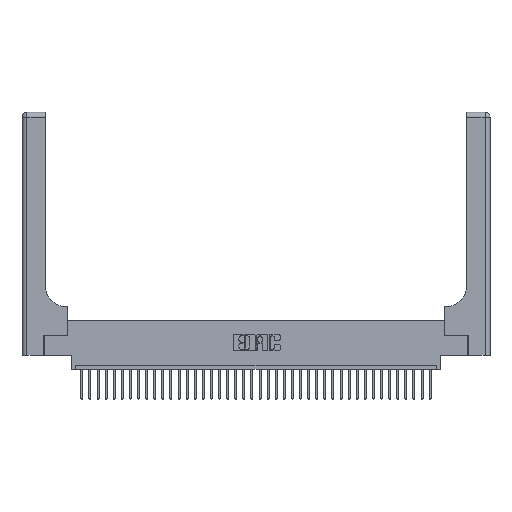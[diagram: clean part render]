
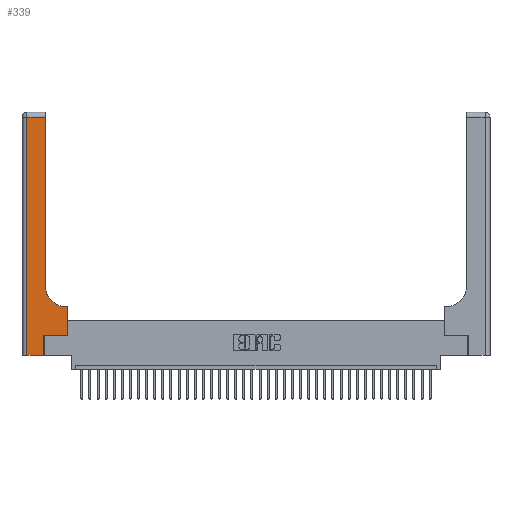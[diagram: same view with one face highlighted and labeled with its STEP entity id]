
A CAD part, top view. The second image highlights one B-rep face of the part: STEP entity #339.
In plain terms, the highlighted planar face has unit normal (0, 0, 1).
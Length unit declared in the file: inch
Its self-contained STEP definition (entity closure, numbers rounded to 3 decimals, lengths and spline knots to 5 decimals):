
#339 = ADVANCED_FACE ( 'NONE', ( #18870 ), #31255, .F. ) ;
#1020 = LINE ( 'NONE', #4161, #10336 ) ;
#1283 = CARTESIAN_POINT ( 'NONE',  ( 0.269, 0., 0.37 ) ) ;
#1386 = ORIENTED_EDGE ( 'NONE', *, *, #9578, .T. ) ;
#2672 = ORIENTED_EDGE ( 'NONE', *, *, #4453, .T. ) ;
#3018 = ORIENTED_EDGE ( 'NONE', *, *, #4781, .T. ) ;
#4161 = CARTESIAN_POINT ( 'NONE',  ( 0.269, 0., 0.37 ) ) ;
#4312 = VERTEX_POINT ( 'NONE', #35443 ) ;
#4453 = EDGE_CURVE ( 'NONE', #25661, #22863, #36755, .T. ) ;
#4458 = DIRECTION ( 'NONE',  ( -1., 0., 0. ) ) ;
#4477 = CARTESIAN_POINT ( 'NONE',  ( 0.5585, 0.25, 0.37 ) ) ;
#4781 = EDGE_CURVE ( 'NONE', #34170, #6854, #35351, .T. ) ;
#4854 = AXIS2_PLACEMENT_3D ( 'NONE', #15326, #6665, #11098 ) ;
#5907 = CARTESIAN_POINT ( 'NONE',  ( 0.5415, 0.6, 0.37 ) ) ;
#6665 = DIRECTION ( 'NONE',  ( 0., 0., -1. ) ) ;
#6765 = ORIENTED_EDGE ( 'NONE', *, *, #31011, .T. ) ;
#6854 = VERTEX_POINT ( 'NONE', #4477 ) ;
#8252 = VECTOR ( 'NONE', #22718, 39.37008 ) ;
#8827 = DIRECTION ( 'NONE',  ( 0., 1., 0. ) ) ;
#9578 = EDGE_CURVE ( 'NONE', #4312, #26605, #20351, .T. ) ;
#9725 = VERTEX_POINT ( 'NONE', #15403 ) ;
#10006 = LINE ( 'NONE', #25459, #12816 ) ;
#10317 = CARTESIAN_POINT ( 'NONE',  ( 0.2915, 0.6, 0.37 ) ) ;
#10336 = VECTOR ( 'NONE', #27650, 39.37008 ) ;
#10705 = VERTEX_POINT ( 'NONE', #19521 ) ;
#11098 = DIRECTION ( 'NONE',  ( -1., 0., 0. ) ) ;
#12681 = LINE ( 'NONE', #13789, #33359 ) ;
#12816 = VECTOR ( 'NONE', #4458, 39.37008 ) ;
#13023 = VECTOR ( 'NONE', #27074, 39.37008 ) ;
#13789 = CARTESIAN_POINT ( 'NONE',  ( 0.06, 3., 0.37 ) ) ;
#14034 = DIRECTION ( 'NONE',  ( 0., -1., 0. ) ) ;
#15190 = EDGE_LOOP ( 'NONE', ( #16128, #6765, #32712, #1386, #20263, #3018, #24608, #2672, #26004 ) ) ;
#15326 = CARTESIAN_POINT ( 'NONE',  ( 0., 3., 0.37 ) ) ;
#15403 = CARTESIAN_POINT ( 'NONE',  ( 0.06, 2.94, 0.37 ) ) ;
#16110 = CIRCLE ( 'NONE', #36096, 0.25 ) ;
#16128 = ORIENTED_EDGE ( 'NONE', *, *, #29452, .T. ) ;
#16256 = CARTESIAN_POINT ( 'NONE',  ( 0.269, 0.25, 0.37 ) ) ;
#17957 = VERTEX_POINT ( 'NONE', #18229 ) ;
#18229 = CARTESIAN_POINT ( 'NONE',  ( 0.2915, 0.85, 0.37 ) ) ;
#18870 = FACE_OUTER_BOUND ( 'NONE', #15190, .T. ) ;
#18878 = DIRECTION ( 'NONE',  ( 0., 0., -1. ) ) ;
#19521 = CARTESIAN_POINT ( 'NONE',  ( 0.2915, 2.94, 0.37 ) ) ;
#20157 = EDGE_CURVE ( 'NONE', #6854, #25661, #33872, .T. ) ;
#20263 = ORIENTED_EDGE ( 'NONE', *, *, #26670, .T. ) ;
#20351 = LINE ( 'NONE', #38104, #13023 ) ;
#22306 = DIRECTION ( 'NONE',  ( 0., 1., 0. ) ) ;
#22696 = DIRECTION ( 'NONE',  ( 1., 0., 0. ) ) ;
#22718 = DIRECTION ( 'NONE',  ( -1., 0., 0. ) ) ;
#22863 = VERTEX_POINT ( 'NONE', #5907 ) ;
#24262 = EDGE_CURVE ( 'NONE', #22863, #17957, #16110, .T. ) ;
#24608 = ORIENTED_EDGE ( 'NONE', *, *, #20157, .T. ) ;
#25459 = CARTESIAN_POINT ( 'NONE',  ( 0., 2.94, 0.37 ) ) ;
#25661 = VERTEX_POINT ( 'NONE', #37543 ) ;
#26004 = ORIENTED_EDGE ( 'NONE', *, *, #24262, .T. ) ;
#26098 = VECTOR ( 'NONE', #22306, 39.37008 ) ;
#26351 = EDGE_CURVE ( 'NONE', #9725, #4312, #12681, .T. ) ;
#26605 = VERTEX_POINT ( 'NONE', #1283 ) ;
#26670 = EDGE_CURVE ( 'NONE', #26605, #34170, #1020, .T. ) ;
#27074 = DIRECTION ( 'NONE',  ( 1., 0., 0. ) ) ;
#27501 = CARTESIAN_POINT ( 'NONE',  ( 0.5415, 0.85, 0.37 ) ) ;
#27650 = DIRECTION ( 'NONE',  ( 0., 1., 0. ) ) ;
#27766 = DIRECTION ( 'NONE',  ( 1., 0., 0. ) ) ;
#29113 = CARTESIAN_POINT ( 'NONE',  ( 0.269, 0.25, 0.37 ) ) ;
#29452 = EDGE_CURVE ( 'NONE', #17957, #10705, #32686, .T. ) ;
#30409 = VECTOR ( 'NONE', #8827, 39.37008 ) ;
#31011 = EDGE_CURVE ( 'NONE', #10705, #9725, #10006, .T. ) ;
#31255 = PLANE ( 'NONE',  #4854 ) ;
#32686 = LINE ( 'NONE', #35057, #30409 ) ;
#32712 = ORIENTED_EDGE ( 'NONE', *, *, #26351, .T. ) ;
#33359 = VECTOR ( 'NONE', #14034, 39.37008 ) ;
#33872 = LINE ( 'NONE', #36925, #26098 ) ;
#34170 = VERTEX_POINT ( 'NONE', #29113 ) ;
#35057 = CARTESIAN_POINT ( 'NONE',  ( 0.2915, 3., 0.37 ) ) ;
#35351 = LINE ( 'NONE', #16256, #36717 ) ;
#35443 = CARTESIAN_POINT ( 'NONE',  ( 0.06, 0., 0.37 ) ) ;
#36096 = AXIS2_PLACEMENT_3D ( 'NONE', #27501, #18878, #27766 ) ;
#36717 = VECTOR ( 'NONE', #22696, 39.37008 ) ;
#36755 = LINE ( 'NONE', #10317, #8252 ) ;
#36925 = CARTESIAN_POINT ( 'NONE',  ( 0.5585, 0.25, 0.37 ) ) ;
#37543 = CARTESIAN_POINT ( 'NONE',  ( 0.5585, 0.6, 0.37 ) ) ;
#38104 = CARTESIAN_POINT ( 'NONE',  ( 0., 0., 0.37 ) ) ;
